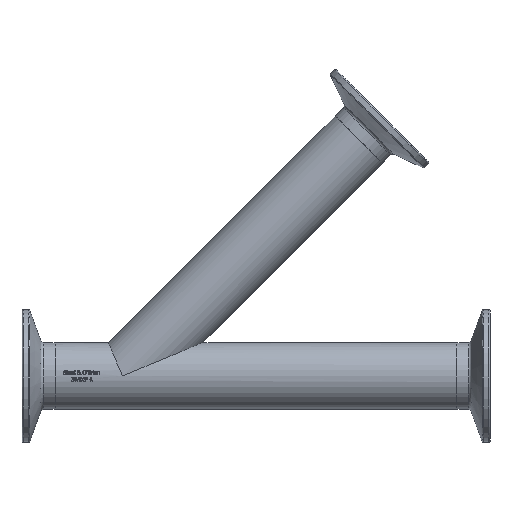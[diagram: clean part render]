
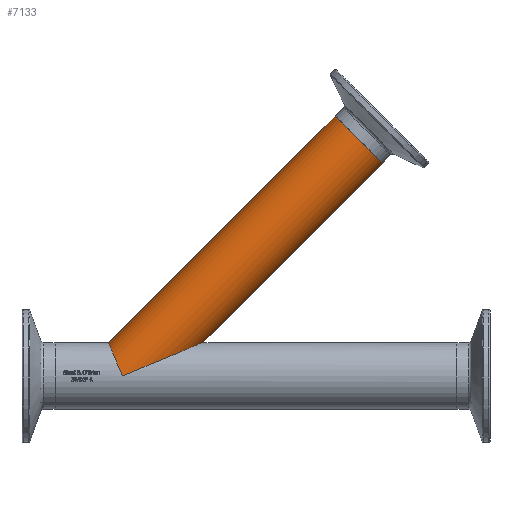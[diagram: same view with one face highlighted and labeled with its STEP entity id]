
A CAD part, top view. The second image highlights one B-rep face of the part: STEP entity #7133.
In plain terms, the highlighted cylindrical face has radius 12.7 mm (diameter 25.4 mm), a full revolution.
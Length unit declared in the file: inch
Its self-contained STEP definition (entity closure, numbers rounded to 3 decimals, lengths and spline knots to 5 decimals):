
#79=ELLIPSE('',#7510,0.5412,0.5);
#80=ELLIPSE('',#7511,1.30656,0.5);
#81=ELLIPSE('',#7512,1.30656,0.5);
#763=FACE_OUTER_BOUND('',#1182,.T.);
#1182=EDGE_LOOP('',(#6304,#6305,#6306,#6307,#6308,#6309,#6310));
#1986=LINE('',#15807,#2428);
#2428=VECTOR('',#8824,0.5);
#2561=CIRCLE('',#7524,0.5);
#2562=CIRCLE('',#7525,0.5);
#3316=VERTEX_POINT('',#15772);
#3317=VERTEX_POINT('',#15773);
#3318=VERTEX_POINT('',#15775);
#3319=VERTEX_POINT('',#15789);
#3320=VERTEX_POINT('',#15790);
#4346=EDGE_CURVE('',#3316,#3317,#79,.T.);
#4347=EDGE_CURVE('',#3317,#3318,#80,.T.);
#4348=EDGE_CURVE('',#3318,#3316,#81,.T.);
#4349=EDGE_CURVE('',#3319,#3320,#2561,.T.);
#4350=EDGE_CURVE('',#3320,#3319,#2562,.T.);
#4357=EDGE_CURVE('',#3320,#3318,#1986,.T.);
#6304=ORIENTED_EDGE('',*,*,#4349,.T.);
#6305=ORIENTED_EDGE('',*,*,#4357,.T.);
#6306=ORIENTED_EDGE('',*,*,#4347,.F.);
#6307=ORIENTED_EDGE('',*,*,#4346,.F.);
#6308=ORIENTED_EDGE('',*,*,#4348,.F.);
#6309=ORIENTED_EDGE('',*,*,#4357,.F.);
#6310=ORIENTED_EDGE('',*,*,#4350,.T.);
#6723=CYLINDRICAL_SURFACE('',#7533,0.5);
#7133=ADVANCED_FACE('',(#763),#6723,.T.);
#7510=AXIS2_PLACEMENT_3D('',#15774,#8776,#8777);
#7511=AXIS2_PLACEMENT_3D('',#15776,#8778,#8779);
#7512=AXIS2_PLACEMENT_3D('',#15777,#8780,#8781);
#7524=AXIS2_PLACEMENT_3D('',#15791,#8804,#8805);
#7525=AXIS2_PLACEMENT_3D('',#15792,#8806,#8807);
#7533=AXIS2_PLACEMENT_3D('',#15806,#8822,#8823);
#8776=DIRECTION('center_axis',(-0.924,-0.383,0.));
#8777=DIRECTION('ref_axis',(-0.383,0.924,0.));
#8778=DIRECTION('center_axis',(0.383,-0.924,0.));
#8779=DIRECTION('ref_axis',(0.924,0.383,0.));
#8780=DIRECTION('center_axis',(0.383,-0.924,0.));
#8781=DIRECTION('ref_axis',(0.924,0.383,0.));
#8804=DIRECTION('center_axis',(-0.707,-0.707,0.));
#8805=DIRECTION('ref_axis',(-0.707,0.707,0.));
#8806=DIRECTION('center_axis',(-0.707,-0.707,0.));
#8807=DIRECTION('ref_axis',(-0.707,0.707,0.));
#8822=DIRECTION('center_axis',(0.707,0.707,0.));
#8823=DIRECTION('ref_axis',(-0.707,0.707,0.));
#8824=DIRECTION('',(-0.707,-0.707,0.));
#15772=CARTESIAN_POINT('',(1.5,0.,0.5));
#15773=CARTESIAN_POINT('',(1.5,0.,-0.5));
#15774=CARTESIAN_POINT('Origin',(1.5,0.,0.));
#15775=CARTESIAN_POINT('',(2.70711,0.5,0.));
#15776=CARTESIAN_POINT('Origin',(1.5,0.,0.));
#15777=CARTESIAN_POINT('Origin',(1.5,0.,0.));
#15789=CARTESIAN_POINT('',(5.03553,3.53553,-0.5));
#15790=CARTESIAN_POINT('',(5.38909,3.18198,0.));
#15791=CARTESIAN_POINT('Origin',(5.03553,3.53553,0.));
#15792=CARTESIAN_POINT('Origin',(5.03553,3.53553,0.));
#15806=CARTESIAN_POINT('Origin',(3.36309,1.86309,0.));
#15807=CARTESIAN_POINT('',(3.71664,1.50953,0.));
